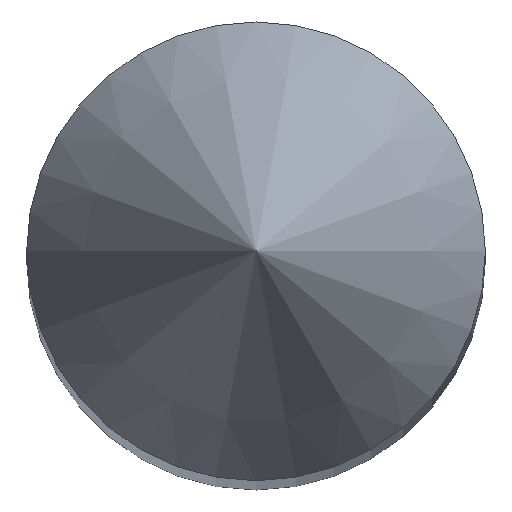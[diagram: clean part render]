
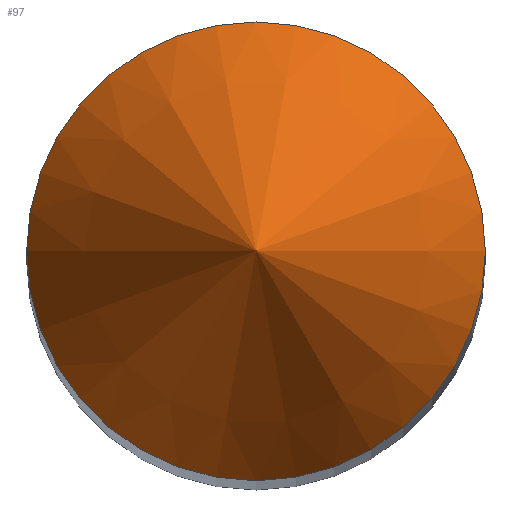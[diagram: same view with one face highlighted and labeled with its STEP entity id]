
A CAD part, top view. The second image highlights one B-rep face of the part: STEP entity #97.
In plain terms, the highlighted conical face has half-angle 30 degrees and reference radius 6 mm.
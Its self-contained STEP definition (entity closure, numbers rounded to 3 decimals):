
#24=FACE_OUTER_BOUND('',#31,.T.);
#31=EDGE_LOOP('',(#86,#87,#88));
#36=LINE('',#180,#41);
#41=VECTOR('',#154,6.);
#46=CIRCLE('',#119,6.);
#52=VERTEX_POINT('',#168);
#55=VERTEX_POINT('',#179);
#61=EDGE_CURVE('',#52,#52,#46,.T.);
#66=EDGE_CURVE('',#55,#52,#36,.T.);
#86=ORIENTED_EDGE('',*,*,#66,.T.);
#87=ORIENTED_EDGE('',*,*,#61,.T.);
#88=ORIENTED_EDGE('',*,*,#66,.F.);
#91=CONICAL_SURFACE('',#123,6.,0.524);
#97=ADVANCED_FACE('',(#24),#91,.T.);
#119=AXIS2_PLACEMENT_3D('',#169,#141,#142);
#123=AXIS2_PLACEMENT_3D('',#178,#152,#153);
#141=DIRECTION('center_axis',(0.,0.,1.));
#142=DIRECTION('ref_axis',(1.,0.,0.));
#152=DIRECTION('center_axis',(0.,0.,-1.));
#153=DIRECTION('ref_axis',(1.,0.,0.));
#154=DIRECTION('',(-0.5,0.,-0.866));
#168=CARTESIAN_POINT('',(-6.,0.,139.608));
#169=CARTESIAN_POINT('Origin',(0.,0.,139.608));
#178=CARTESIAN_POINT('Origin',(0.,0.,139.608));
#179=CARTESIAN_POINT('',(0.,0.,150.));
#180=CARTESIAN_POINT('',(-6.,0.,139.608));
